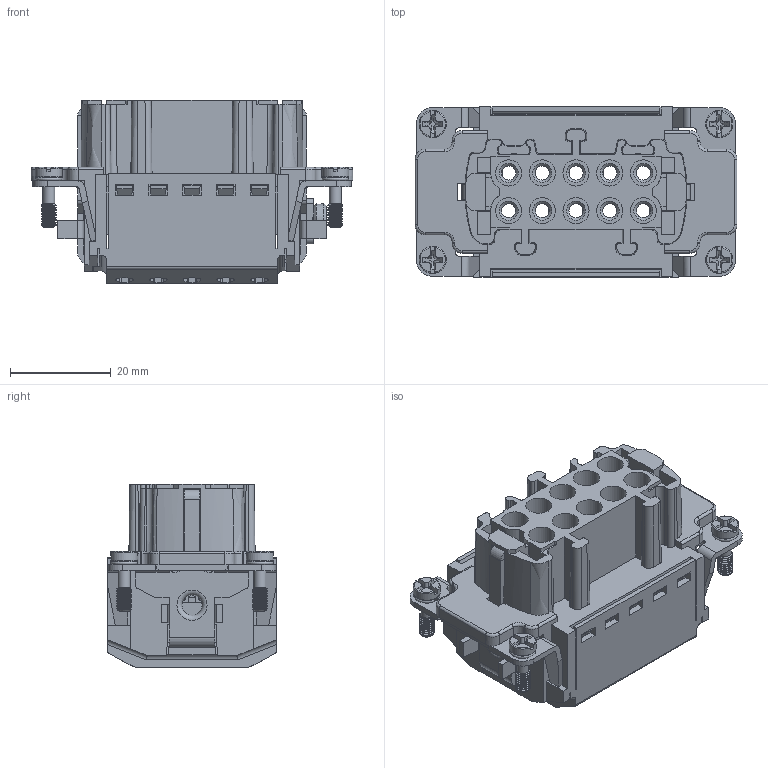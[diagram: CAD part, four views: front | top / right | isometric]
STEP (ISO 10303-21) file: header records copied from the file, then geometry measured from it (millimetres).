
FILE_DESCRIPTION(/* description */ (''),/* implementation_level */ '2;1');
FILE_NAME(/* name */ 'HE-010-FZ.stp',/* time_stamp */ '2023-09-18T13:29:49+08:00',/* author */ (''),/* organization */ (''),/* preprocessor_version */ 'ST-DEVELOPER v16',/* originating_system */ 'SIEMENS PLM Software NX 10.0',/* authorisation */ '');
FILE_SCHEMA (('AUTOMOTIVE_DESIGN { 1 0 10303 214 3 1 1 1 }'));
Length unit declared in the file: millimetre
Products named in the file (1): Admi16F8F3C4ysve
Bounding box: 64 x 33.8 x 36.4 mm (x, y, z)
Volume: 26522.6 mm3; surface area: 36301 mm2
Topology: 1 solids, 1 shells, 2610 faces, 7735 edges, 5073 vertices
Faces by surface type: plane 1987, cylinder 484, cone 71, torus 30, extrusion 20, bspline 18
Full cylindrical faces by diameter (mm): 1 x1, 2.4 x4, 2.5 x4, 2.8 x10, 4 x2, 5.2 x10, 5.4 x4, 6.4 x2, 7 x1
Entity records: 99614 total; most frequent: CARTESIAN_POINT 29769, ORIENTED_EDGE 15246, DIRECTION 13608, EDGE_CURVE 7623, VECTOR 6104, LINE 6084, VERTEX_POINT 5035, AXIS2_PLACEMENT_3D 3752
